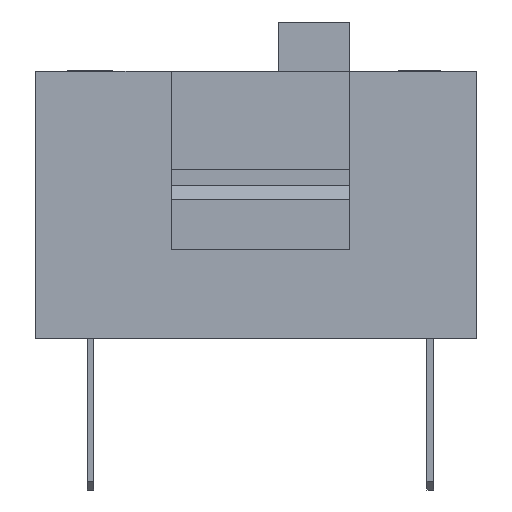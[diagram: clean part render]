
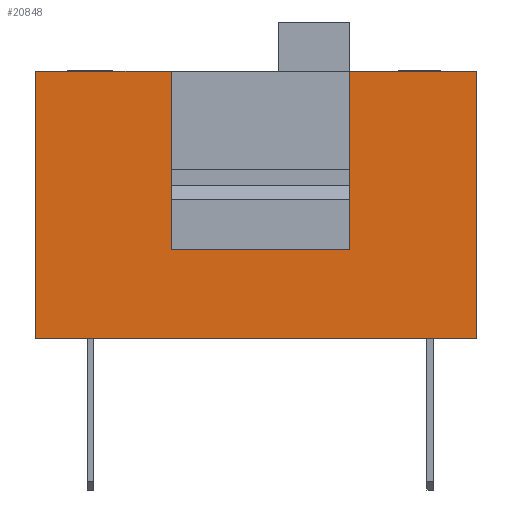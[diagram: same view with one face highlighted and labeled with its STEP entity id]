
A CAD part, left-side view. The second image highlights one B-rep face of the part: STEP entity #20848.
In plain terms, the highlighted planar face has unit normal (-1, 0, 0).
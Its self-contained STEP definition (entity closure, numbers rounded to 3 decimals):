
#20354 = PLANE('',#20355);
#20355 = AXIS2_PLACEMENT_3D('',#20356,#20357,#20358);
#20356 = CARTESIAN_POINT('',(0.4,2.85,6.));
#20357 = DIRECTION('',(0.,1.,0.));
#20358 = DIRECTION('',(-1.,0.,0.));
#20379 = VERTEX_POINT('',#20380);
#20380 = CARTESIAN_POINT('',(0.,2.85,2.));
#20394 = PLANE('',#20395);
#20395 = AXIS2_PLACEMENT_3D('',#20396,#20397,#20398);
#20396 = CARTESIAN_POINT('',(0.,6.85,2.));
#20397 = DIRECTION('',(0.,0.,1.));
#20398 = DIRECTION('',(1.,0.,0.));
#20406 = EDGE_CURVE('',#20407,#20379,#20409,.T.);
#20407 = VERTEX_POINT('',#20408);
#20408 = CARTESIAN_POINT('',(0.,2.85,6.));
#20409 = SURFACE_CURVE('',#20410,(#20414,#20421),.PCURVE_S1.);
#20410 = LINE('',#20411,#20412);
#20411 = CARTESIAN_POINT('',(0.,2.85,6.));
#20412 = VECTOR('',#20413,1.);
#20413 = DIRECTION('',(-0.,-0.,-1.));
#20414 = PCURVE('',#20354,#20415);
#20415 = DEFINITIONAL_REPRESENTATION('',(#20416),#20420);
#20416 = LINE('',#20417,#20418);
#20417 = CARTESIAN_POINT('',(0.4,0.));
#20418 = VECTOR('',#20419,1.);
#20419 = DIRECTION('',(0.,-1.));
#20420 = ( GEOMETRIC_REPRESENTATION_CONTEXT(2) 
PARAMETRIC_REPRESENTATION_CONTEXT() REPRESENTATION_CONTEXT('2D SPACE',''
  ) );
#20421 = PCURVE('',#20422,#20427);
#20422 = PLANE('',#20423);
#20423 = AXIS2_PLACEMENT_3D('',#20424,#20425,#20426);
#20424 = CARTESIAN_POINT('',(0.,9.9,0.));
#20425 = DIRECTION('',(1.,0.,0.));
#20426 = DIRECTION('',(0.,-1.,0.));
#20427 = DEFINITIONAL_REPRESENTATION('',(#20428),#20432);
#20428 = LINE('',#20429,#20430);
#20429 = CARTESIAN_POINT('',(7.05,-6.));
#20430 = VECTOR('',#20431,1.);
#20431 = DIRECTION('',(0.,1.));
#20432 = ( GEOMETRIC_REPRESENTATION_CONTEXT(2) 
PARAMETRIC_REPRESENTATION_CONTEXT() REPRESENTATION_CONTEXT('2D SPACE',''
  ) );
#20450 = PLANE('',#20451);
#20451 = AXIS2_PLACEMENT_3D('',#20452,#20453,#20454);
#20452 = CARTESIAN_POINT('',(0.,0.,6.));
#20453 = DIRECTION('',(0.,0.,-1.));
#20454 = DIRECTION('',(-1.,0.,0.));
#20593 = PLANE('',#20594);
#20594 = AXIS2_PLACEMENT_3D('',#20595,#20596,#20597);
#20595 = CARTESIAN_POINT('',(0.,6.85,6.));
#20596 = DIRECTION('',(0.,-1.,0.));
#20597 = DIRECTION('',(1.,0.,0.));
#20699 = VERTEX_POINT('',#20700);
#20700 = CARTESIAN_POINT('',(0.,6.85,2.));
#20721 = EDGE_CURVE('',#20379,#20699,#20722,.T.);
#20722 = SURFACE_CURVE('',#20723,(#20727,#20734),.PCURVE_S1.);
#20723 = LINE('',#20724,#20725);
#20724 = CARTESIAN_POINT('',(0.,2.85,2.));
#20725 = VECTOR('',#20726,1.);
#20726 = DIRECTION('',(0.,1.,0.));
#20727 = PCURVE('',#20394,#20728);
#20728 = DEFINITIONAL_REPRESENTATION('',(#20729),#20733);
#20729 = LINE('',#20730,#20731);
#20730 = CARTESIAN_POINT('',(0.,-4.));
#20731 = VECTOR('',#20732,1.);
#20732 = DIRECTION('',(0.,1.));
#20733 = ( GEOMETRIC_REPRESENTATION_CONTEXT(2) 
PARAMETRIC_REPRESENTATION_CONTEXT() REPRESENTATION_CONTEXT('2D SPACE',''
  ) );
#20734 = PCURVE('',#20422,#20735);
#20735 = DEFINITIONAL_REPRESENTATION('',(#20736),#20740);
#20736 = LINE('',#20737,#20738);
#20737 = CARTESIAN_POINT('',(7.05,-2.));
#20738 = VECTOR('',#20739,1.);
#20739 = DIRECTION('',(-1.,0.));
#20740 = ( GEOMETRIC_REPRESENTATION_CONTEXT(2) 
PARAMETRIC_REPRESENTATION_CONTEXT() REPRESENTATION_CONTEXT('2D SPACE',''
  ) );
#20848 = ADVANCED_FACE('',(#20849),#20422,.F.);
#20849 = FACE_BOUND('',#20850,.F.);
#20850 = EDGE_LOOP('',(#20851,#20881,#20909,#20932,#20953,#20954,#20955,
    #20978));
#20851 = ORIENTED_EDGE('',*,*,#20852,.F.);
#20852 = EDGE_CURVE('',#20853,#20855,#20857,.T.);
#20853 = VERTEX_POINT('',#20854);
#20854 = CARTESIAN_POINT('',(0.,9.9,0.));
#20855 = VERTEX_POINT('',#20856);
#20856 = CARTESIAN_POINT('',(0.,0.,0.));
#20857 = SURFACE_CURVE('',#20858,(#20862,#20869),.PCURVE_S1.);
#20858 = LINE('',#20859,#20860);
#20859 = CARTESIAN_POINT('',(0.,9.9,0.));
#20860 = VECTOR('',#20861,1.);
#20861 = DIRECTION('',(0.,-1.,0.));
#20862 = PCURVE('',#20422,#20863);
#20863 = DEFINITIONAL_REPRESENTATION('',(#20864),#20868);
#20864 = LINE('',#20865,#20866);
#20865 = CARTESIAN_POINT('',(0.,0.));
#20866 = VECTOR('',#20867,1.);
#20867 = DIRECTION('',(1.,0.));
#20868 = ( GEOMETRIC_REPRESENTATION_CONTEXT(2) 
PARAMETRIC_REPRESENTATION_CONTEXT() REPRESENTATION_CONTEXT('2D SPACE',''
  ) );
#20869 = PCURVE('',#20870,#20875);
#20870 = PLANE('',#20871);
#20871 = AXIS2_PLACEMENT_3D('',#20872,#20873,#20874);
#20872 = CARTESIAN_POINT('',(0.,0.,0.));
#20873 = DIRECTION('',(0.,0.,-1.));
#20874 = DIRECTION('',(-1.,0.,0.));
#20875 = DEFINITIONAL_REPRESENTATION('',(#20876),#20880);
#20876 = LINE('',#20877,#20878);
#20877 = CARTESIAN_POINT('',(0.,9.9));
#20878 = VECTOR('',#20879,1.);
#20879 = DIRECTION('',(0.,-1.));
#20880 = ( GEOMETRIC_REPRESENTATION_CONTEXT(2) 
PARAMETRIC_REPRESENTATION_CONTEXT() REPRESENTATION_CONTEXT('2D SPACE',''
  ) );
#20881 = ORIENTED_EDGE('',*,*,#20882,.T.);
#20882 = EDGE_CURVE('',#20853,#20883,#20885,.T.);
#20883 = VERTEX_POINT('',#20884);
#20884 = CARTESIAN_POINT('',(0.,9.9,6.));
#20885 = SURFACE_CURVE('',#20886,(#20890,#20897),.PCURVE_S1.);
#20886 = LINE('',#20887,#20888);
#20887 = CARTESIAN_POINT('',(0.,9.9,0.));
#20888 = VECTOR('',#20889,1.);
#20889 = DIRECTION('',(0.,0.,1.));
#20890 = PCURVE('',#20422,#20891);
#20891 = DEFINITIONAL_REPRESENTATION('',(#20892),#20896);
#20892 = LINE('',#20893,#20894);
#20893 = CARTESIAN_POINT('',(0.,0.));
#20894 = VECTOR('',#20895,1.);
#20895 = DIRECTION('',(0.,-1.));
#20896 = ( GEOMETRIC_REPRESENTATION_CONTEXT(2) 
PARAMETRIC_REPRESENTATION_CONTEXT() REPRESENTATION_CONTEXT('2D SPACE',''
  ) );
#20897 = PCURVE('',#20898,#20903);
#20898 = PLANE('',#20899);
#20899 = AXIS2_PLACEMENT_3D('',#20900,#20901,#20902);
#20900 = CARTESIAN_POINT('',(16.8,9.9,0.));
#20901 = DIRECTION('',(0.,-1.,0.));
#20902 = DIRECTION('',(-1.,0.,0.));
#20903 = DEFINITIONAL_REPRESENTATION('',(#20904),#20908);
#20904 = LINE('',#20905,#20906);
#20905 = CARTESIAN_POINT('',(16.8,0.));
#20906 = VECTOR('',#20907,1.);
#20907 = DIRECTION('',(0.,-1.));
#20908 = ( GEOMETRIC_REPRESENTATION_CONTEXT(2) 
PARAMETRIC_REPRESENTATION_CONTEXT() REPRESENTATION_CONTEXT('2D SPACE',''
  ) );
#20909 = ORIENTED_EDGE('',*,*,#20910,.T.);
#20910 = EDGE_CURVE('',#20883,#20911,#20913,.T.);
#20911 = VERTEX_POINT('',#20912);
#20912 = CARTESIAN_POINT('',(0.,6.85,6.));
#20913 = SURFACE_CURVE('',#20914,(#20918,#20925),.PCURVE_S1.);
#20914 = LINE('',#20915,#20916);
#20915 = CARTESIAN_POINT('',(0.,9.9,6.));
#20916 = VECTOR('',#20917,1.);
#20917 = DIRECTION('',(0.,-1.,0.));
#20918 = PCURVE('',#20422,#20919);
#20919 = DEFINITIONAL_REPRESENTATION('',(#20920),#20924);
#20920 = LINE('',#20921,#20922);
#20921 = CARTESIAN_POINT('',(0.,-6.));
#20922 = VECTOR('',#20923,1.);
#20923 = DIRECTION('',(1.,0.));
#20924 = ( GEOMETRIC_REPRESENTATION_CONTEXT(2) 
PARAMETRIC_REPRESENTATION_CONTEXT() REPRESENTATION_CONTEXT('2D SPACE',''
  ) );
#20925 = PCURVE('',#20450,#20926);
#20926 = DEFINITIONAL_REPRESENTATION('',(#20927),#20931);
#20927 = LINE('',#20928,#20929);
#20928 = CARTESIAN_POINT('',(0.,9.9));
#20929 = VECTOR('',#20930,1.);
#20930 = DIRECTION('',(0.,-1.));
#20931 = ( GEOMETRIC_REPRESENTATION_CONTEXT(2) 
PARAMETRIC_REPRESENTATION_CONTEXT() REPRESENTATION_CONTEXT('2D SPACE',''
  ) );
#20932 = ORIENTED_EDGE('',*,*,#20933,.T.);
#20933 = EDGE_CURVE('',#20911,#20699,#20934,.T.);
#20934 = SURFACE_CURVE('',#20935,(#20939,#20946),.PCURVE_S1.);
#20935 = LINE('',#20936,#20937);
#20936 = CARTESIAN_POINT('',(0.,6.85,6.));
#20937 = VECTOR('',#20938,1.);
#20938 = DIRECTION('',(-0.,-0.,-1.));
#20939 = PCURVE('',#20422,#20940);
#20940 = DEFINITIONAL_REPRESENTATION('',(#20941),#20945);
#20941 = LINE('',#20942,#20943);
#20942 = CARTESIAN_POINT('',(3.05,-6.));
#20943 = VECTOR('',#20944,1.);
#20944 = DIRECTION('',(0.,1.));
#20945 = ( GEOMETRIC_REPRESENTATION_CONTEXT(2) 
PARAMETRIC_REPRESENTATION_CONTEXT() REPRESENTATION_CONTEXT('2D SPACE',''
  ) );
#20946 = PCURVE('',#20593,#20947);
#20947 = DEFINITIONAL_REPRESENTATION('',(#20948),#20952);
#20948 = LINE('',#20949,#20950);
#20949 = CARTESIAN_POINT('',(0.,0.));
#20950 = VECTOR('',#20951,1.);
#20951 = DIRECTION('',(0.,-1.));
#20952 = ( GEOMETRIC_REPRESENTATION_CONTEXT(2) 
PARAMETRIC_REPRESENTATION_CONTEXT() REPRESENTATION_CONTEXT('2D SPACE',''
  ) );
#20953 = ORIENTED_EDGE('',*,*,#20721,.F.);
#20954 = ORIENTED_EDGE('',*,*,#20406,.F.);
#20955 = ORIENTED_EDGE('',*,*,#20956,.T.);
#20956 = EDGE_CURVE('',#20407,#20957,#20959,.T.);
#20957 = VERTEX_POINT('',#20958);
#20958 = CARTESIAN_POINT('',(0.,0.,6.));
#20959 = SURFACE_CURVE('',#20960,(#20964,#20971),.PCURVE_S1.);
#20960 = LINE('',#20961,#20962);
#20961 = CARTESIAN_POINT('',(0.,9.9,6.));
#20962 = VECTOR('',#20963,1.);
#20963 = DIRECTION('',(0.,-1.,0.));
#20964 = PCURVE('',#20422,#20965);
#20965 = DEFINITIONAL_REPRESENTATION('',(#20966),#20970);
#20966 = LINE('',#20967,#20968);
#20967 = CARTESIAN_POINT('',(0.,-6.));
#20968 = VECTOR('',#20969,1.);
#20969 = DIRECTION('',(1.,0.));
#20970 = ( GEOMETRIC_REPRESENTATION_CONTEXT(2) 
PARAMETRIC_REPRESENTATION_CONTEXT() REPRESENTATION_CONTEXT('2D SPACE',''
  ) );
#20971 = PCURVE('',#20450,#20972);
#20972 = DEFINITIONAL_REPRESENTATION('',(#20973),#20977);
#20973 = LINE('',#20974,#20975);
#20974 = CARTESIAN_POINT('',(0.,9.9));
#20975 = VECTOR('',#20976,1.);
#20976 = DIRECTION('',(0.,-1.));
#20977 = ( GEOMETRIC_REPRESENTATION_CONTEXT(2) 
PARAMETRIC_REPRESENTATION_CONTEXT() REPRESENTATION_CONTEXT('2D SPACE',''
  ) );
#20978 = ORIENTED_EDGE('',*,*,#20979,.F.);
#20979 = EDGE_CURVE('',#20855,#20957,#20980,.T.);
#20980 = SURFACE_CURVE('',#20981,(#20985,#20992),.PCURVE_S1.);
#20981 = LINE('',#20982,#20983);
#20982 = CARTESIAN_POINT('',(0.,0.,0.));
#20983 = VECTOR('',#20984,1.);
#20984 = DIRECTION('',(0.,0.,1.));
#20985 = PCURVE('',#20422,#20986);
#20986 = DEFINITIONAL_REPRESENTATION('',(#20987),#20991);
#20987 = LINE('',#20988,#20989);
#20988 = CARTESIAN_POINT('',(9.9,0.));
#20989 = VECTOR('',#20990,1.);
#20990 = DIRECTION('',(0.,-1.));
#20991 = ( GEOMETRIC_REPRESENTATION_CONTEXT(2) 
PARAMETRIC_REPRESENTATION_CONTEXT() REPRESENTATION_CONTEXT('2D SPACE',''
  ) );
#20992 = PCURVE('',#20993,#20998);
#20993 = PLANE('',#20994);
#20994 = AXIS2_PLACEMENT_3D('',#20995,#20996,#20997);
#20995 = CARTESIAN_POINT('',(0.,0.,0.));
#20996 = DIRECTION('',(0.,1.,0.));
#20997 = DIRECTION('',(1.,0.,0.));
#20998 = DEFINITIONAL_REPRESENTATION('',(#20999),#21003);
#20999 = LINE('',#21000,#21001);
#21000 = CARTESIAN_POINT('',(0.,0.));
#21001 = VECTOR('',#21002,1.);
#21002 = DIRECTION('',(0.,-1.));
#21003 = ( GEOMETRIC_REPRESENTATION_CONTEXT(2) 
PARAMETRIC_REPRESENTATION_CONTEXT() REPRESENTATION_CONTEXT('2D SPACE',''
  ) );
